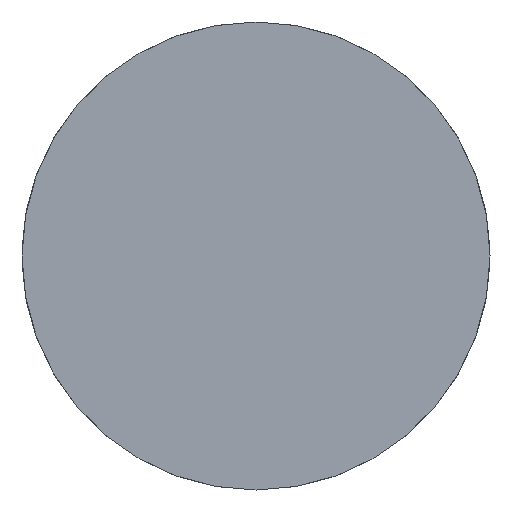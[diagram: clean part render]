
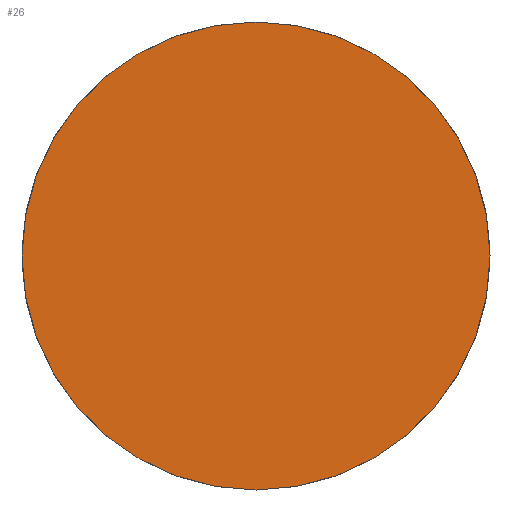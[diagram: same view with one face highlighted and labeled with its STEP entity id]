
A CAD part, front view. The second image highlights one B-rep face of the part: STEP entity #26.
In plain terms, the highlighted planar face has unit normal (0, -1, 0).
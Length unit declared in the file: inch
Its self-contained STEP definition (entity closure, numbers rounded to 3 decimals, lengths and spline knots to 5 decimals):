
#10 = EDGE_CURVE ( 'NONE', #231, #242, #367, .T. ) ;
#21 = PLANE ( 'NONE',  #45 ) ;
#26 = ADVANCED_FACE ( 'NONE', ( #43 ), #21, .F. ) ;
#33 = EDGE_CURVE ( 'NONE', #242, #231, #426, .T. ) ;
#43 = FACE_OUTER_BOUND ( 'NONE', #246, .T. ) ;
#45 = AXIS2_PLACEMENT_3D ( 'NONE', #100, #101, #102 ) ;
#69 = AXIS2_PLACEMENT_3D ( 'NONE', #387, #391, #392 ) ;
#100 = CARTESIAN_POINT ( 'NONE',  ( 0., 0., 0. ) ) ;
#101 = DIRECTION ( 'NONE',  ( 0., 1., 0. ) ) ;
#102 = DIRECTION ( 'NONE',  ( 0., 0., 1. ) ) ;
#178 = ORIENTED_EDGE ( 'NONE', *, *, #10, .F. ) ;
#180 = ORIENTED_EDGE ( 'NONE', *, *, #33, .F. ) ;
#231 = VERTEX_POINT ( 'NONE', #399 ) ;
#242 = VERTEX_POINT ( 'NONE', #420 ) ;
#246 = EDGE_LOOP ( 'NONE', ( #178, #180 ) ) ;
#301 = CARTESIAN_POINT ( 'NONE',  ( 0., 0., 0. ) ) ;
#302 = DIRECTION ( 'NONE',  ( 0., 1., 0. ) ) ;
#303 = DIRECTION ( 'NONE',  ( 0., 0., 1. ) ) ;
#331 = AXIS2_PLACEMENT_3D ( 'NONE', #301, #302, #303 ) ;
#367 = CIRCLE ( 'NONE', #331, 0.5 ) ;
#387 = CARTESIAN_POINT ( 'NONE',  ( 0., 0., 0. ) ) ;
#391 = DIRECTION ( 'NONE',  ( 0., 1., 0. ) ) ;
#392 = DIRECTION ( 'NONE',  ( 0., 0., 1. ) ) ;
#399 = CARTESIAN_POINT ( 'NONE',  ( 0., 0., -0.5 ) ) ;
#420 = CARTESIAN_POINT ( 'NONE',  ( 0., 0., 0.5 ) ) ;
#426 = CIRCLE ( 'NONE', #69, 0.5 ) ;
